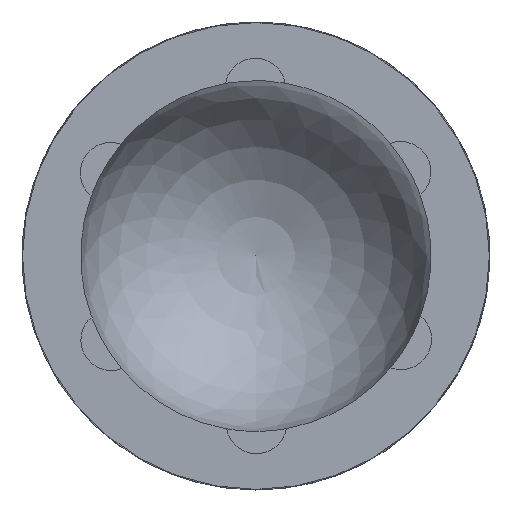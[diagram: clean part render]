
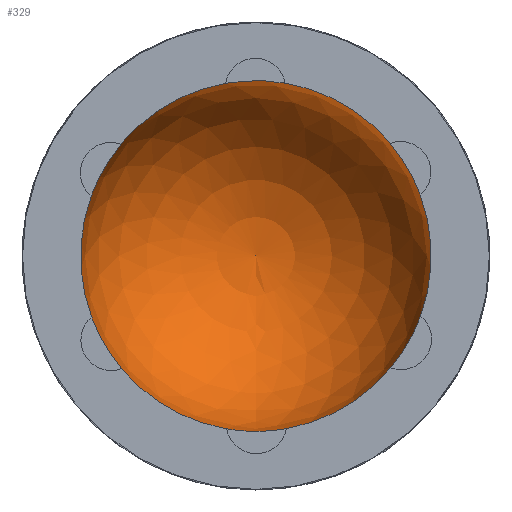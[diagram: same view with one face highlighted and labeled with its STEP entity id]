
A CAD part, front view. The second image highlights one B-rep face of the part: STEP entity #329.
In plain terms, the highlighted spherical face has radius 30 mm.
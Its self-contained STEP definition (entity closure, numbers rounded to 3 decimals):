
#15=SPHERICAL_SURFACE('',#386,30.);
#48=FACE_OUTER_BOUND('',#73,.T.);
#73=EDGE_LOOP('',(#281,#282,#283,#284,#285,#286,#287,#288,#289,#290,#291,
#292));
#78=CIRCLE('',#336,30.);
#79=CIRCLE('',#338,30.);
#82=CIRCLE('',#342,30.);
#83=CIRCLE('',#344,30.);
#86=CIRCLE('',#348,30.);
#87=CIRCLE('',#350,30.);
#103=CIRCLE('',#375,30.);
#104=CIRCLE('',#377,30.);
#105=CIRCLE('',#379,30.);
#106=CIRCLE('',#381,30.);
#107=CIRCLE('',#383,30.);
#108=CIRCLE('',#385,30.);
#135=VERTEX_POINT('',#519);
#137=VERTEX_POINT('',#523);
#138=VERTEX_POINT('',#527);
#140=VERTEX_POINT('',#530);
#143=VERTEX_POINT('',#537);
#145=VERTEX_POINT('',#541);
#146=VERTEX_POINT('',#545);
#148=VERTEX_POINT('',#548);
#151=VERTEX_POINT('',#555);
#153=VERTEX_POINT('',#559);
#154=VERTEX_POINT('',#563);
#156=VERTEX_POINT('',#566);
#164=EDGE_CURVE('',#137,#135,#78,.T.);
#166=EDGE_CURVE('',#138,#140,#79,.T.);
#172=EDGE_CURVE('',#145,#143,#82,.T.);
#174=EDGE_CURVE('',#146,#148,#83,.T.);
#180=EDGE_CURVE('',#153,#151,#86,.T.);
#182=EDGE_CURVE('',#154,#156,#87,.T.);
#199=EDGE_CURVE('',#148,#138,#103,.T.);
#200=EDGE_CURVE('',#156,#146,#104,.T.);
#201=EDGE_CURVE('',#151,#154,#105,.T.);
#202=EDGE_CURVE('',#143,#153,#106,.T.);
#203=EDGE_CURVE('',#135,#145,#107,.T.);
#204=EDGE_CURVE('',#140,#137,#108,.T.);
#281=ORIENTED_EDGE('',*,*,#202,.F.);
#282=ORIENTED_EDGE('',*,*,#172,.F.);
#283=ORIENTED_EDGE('',*,*,#203,.F.);
#284=ORIENTED_EDGE('',*,*,#164,.F.);
#285=ORIENTED_EDGE('',*,*,#204,.F.);
#286=ORIENTED_EDGE('',*,*,#166,.F.);
#287=ORIENTED_EDGE('',*,*,#199,.F.);
#288=ORIENTED_EDGE('',*,*,#174,.F.);
#289=ORIENTED_EDGE('',*,*,#200,.F.);
#290=ORIENTED_EDGE('',*,*,#182,.F.);
#291=ORIENTED_EDGE('',*,*,#201,.F.);
#292=ORIENTED_EDGE('',*,*,#180,.F.);
#329=ADVANCED_FACE('',(#48),#15,.F.);
#336=AXIS2_PLACEMENT_3D('',#525,#398,#399);
#338=AXIS2_PLACEMENT_3D('',#531,#403,#404);
#342=AXIS2_PLACEMENT_3D('',#543,#414,#415);
#344=AXIS2_PLACEMENT_3D('',#549,#419,#420);
#348=AXIS2_PLACEMENT_3D('',#561,#430,#431);
#350=AXIS2_PLACEMENT_3D('',#567,#435,#436);
#375=AXIS2_PLACEMENT_3D('',#596,#486,#487);
#377=AXIS2_PLACEMENT_3D('',#598,#490,#491);
#379=AXIS2_PLACEMENT_3D('',#600,#494,#495);
#381=AXIS2_PLACEMENT_3D('',#602,#498,#499);
#383=AXIS2_PLACEMENT_3D('',#604,#502,#503);
#385=AXIS2_PLACEMENT_3D('',#606,#506,#507);
#386=AXIS2_PLACEMENT_3D('',#607,#508,#509);
#398=DIRECTION('center_axis',(0.,1.,0.));
#399=DIRECTION('ref_axis',(0.,0.,1.));
#403=DIRECTION('center_axis',(0.,1.,0.));
#404=DIRECTION('ref_axis',(0.,0.,1.));
#414=DIRECTION('center_axis',(0.,1.,0.));
#415=DIRECTION('ref_axis',(0.,0.,1.));
#419=DIRECTION('center_axis',(0.,1.,0.));
#420=DIRECTION('ref_axis',(0.,0.,1.));
#430=DIRECTION('center_axis',(0.,1.,0.));
#431=DIRECTION('ref_axis',(0.,0.,1.));
#435=DIRECTION('center_axis',(0.,1.,0.));
#436=DIRECTION('ref_axis',(0.,0.,1.));
#486=DIRECTION('center_axis',(0.,1.,0.));
#487=DIRECTION('ref_axis',(0.,0.,1.));
#490=DIRECTION('center_axis',(0.,1.,0.));
#491=DIRECTION('ref_axis',(0.,0.,1.));
#494=DIRECTION('center_axis',(0.,1.,0.));
#495=DIRECTION('ref_axis',(0.,0.,1.));
#498=DIRECTION('center_axis',(0.,1.,0.));
#499=DIRECTION('ref_axis',(0.,0.,1.));
#502=DIRECTION('center_axis',(0.,1.,0.));
#503=DIRECTION('ref_axis',(0.,0.,1.));
#506=DIRECTION('center_axis',(0.,1.,0.));
#507=DIRECTION('ref_axis',(0.,0.,1.));
#508=DIRECTION('center_axis',(0.,1.,0.));
#509=DIRECTION('ref_axis',(0.,0.,-1.));
#519=CARTESIAN_POINT('',(-49.035,-184.066,-4.498));
#523=CARTESIAN_POINT('',(-49.101,-184.066,16.198));
#525=CARTESIAN_POINT('Origin',(-77.227,-184.066,5.76));
#527=CARTESIAN_POINT('',(-72.204,-184.066,35.336));
#530=CARTESIAN_POINT('',(-54.247,-184.066,25.046));
#531=CARTESIAN_POINT('Origin',(-77.227,-184.066,5.76));
#537=CARTESIAN_POINT('',(-72.014,-184.066,-23.784));
#541=CARTESIAN_POINT('',(-54.125,-184.066,-13.379));
#543=CARTESIAN_POINT('Origin',(-77.227,-184.066,5.76));
#545=CARTESIAN_POINT('',(-100.329,-184.066,24.899));
#548=CARTESIAN_POINT('',(-82.439,-184.066,35.304));
#549=CARTESIAN_POINT('Origin',(-77.227,-184.066,5.76));
#555=CARTESIAN_POINT('',(-100.206,-184.066,-13.526));
#559=CARTESIAN_POINT('',(-82.25,-184.066,-23.816));
#561=CARTESIAN_POINT('Origin',(-77.227,-184.066,5.76));
#563=CARTESIAN_POINT('',(-105.352,-184.066,-4.678));
#566=CARTESIAN_POINT('',(-105.419,-184.066,16.018));
#567=CARTESIAN_POINT('Origin',(-77.227,-184.066,5.76));
#596=CARTESIAN_POINT('Origin',(-77.227,-184.066,5.76));
#598=CARTESIAN_POINT('Origin',(-77.227,-184.066,5.76));
#600=CARTESIAN_POINT('Origin',(-77.227,-184.066,5.76));
#602=CARTESIAN_POINT('Origin',(-77.227,-184.066,5.76));
#604=CARTESIAN_POINT('Origin',(-77.227,-184.066,5.76));
#606=CARTESIAN_POINT('Origin',(-77.227,-184.066,5.76));
#607=CARTESIAN_POINT('Origin',(-77.227,-184.066,5.76));
